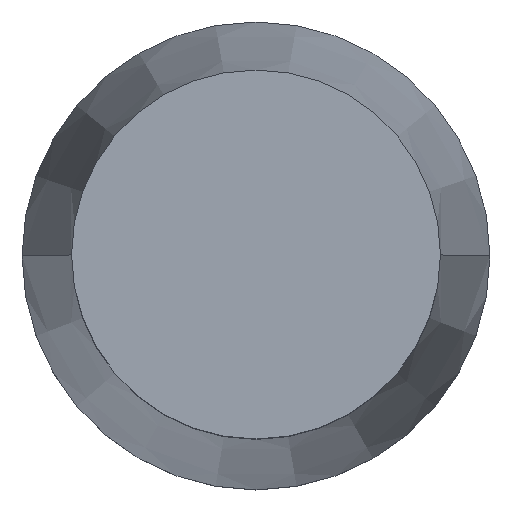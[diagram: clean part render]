
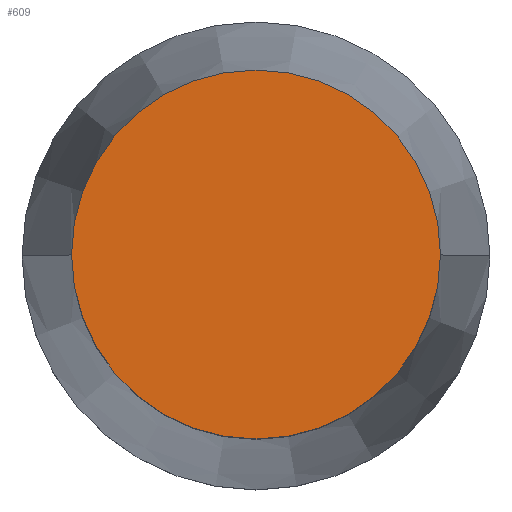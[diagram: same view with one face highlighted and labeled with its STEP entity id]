
A CAD part, top view. The second image highlights one B-rep face of the part: STEP entity #609.
In plain terms, the highlighted planar face has unit normal (0, 0, 1).
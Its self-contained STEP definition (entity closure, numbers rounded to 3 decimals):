
#3 = ORIENTED_EDGE ( 'NONE', *, *, #303, .T. ) ;
#46 = DIRECTION ( 'NONE',  ( 1., 0., 0. ) ) ;
#99 = DIRECTION ( 'NONE',  ( -1., 0., 0. ) ) ;
#121 = VERTEX_POINT ( 'NONE', #267 ) ;
#122 = AXIS2_PLACEMENT_3D ( 'NONE', #157, #666, #467 ) ;
#156 = DIRECTION ( 'NONE',  ( 0., 0., -1. ) ) ;
#157 = CARTESIAN_POINT ( 'NONE',  ( 0., 0., 0. ) ) ;
#188 = EDGE_LOOP ( 'NONE', ( #3, #607 ) ) ;
#200 = CARTESIAN_POINT ( 'NONE',  ( 10.25, 0., 0. ) ) ;
#229 = FACE_OUTER_BOUND ( 'NONE', #188, .T. ) ;
#232 = VERTEX_POINT ( 'NONE', #200 ) ;
#244 = CARTESIAN_POINT ( 'NONE',  ( 0., 0., 0. ) ) ;
#246 = CARTESIAN_POINT ( 'NONE',  ( 0., 0., 0. ) ) ;
#267 = CARTESIAN_POINT ( 'NONE',  ( -10.25, 0., 0. ) ) ;
#279 = CIRCLE ( 'NONE', #122, 10.25 ) ;
#303 = EDGE_CURVE ( 'NONE', #232, #121, #732, .T. ) ;
#456 = EDGE_CURVE ( 'NONE', #121, #232, #279, .T. ) ;
#467 = DIRECTION ( 'NONE',  ( 1., 0., 0. ) ) ;
#473 = PLANE ( 'NONE',  #700 ) ;
#500 = AXIS2_PLACEMENT_3D ( 'NONE', #244, #673, #46 ) ;
#607 = ORIENTED_EDGE ( 'NONE', *, *, #456, .T. ) ;
#609 = ADVANCED_FACE ( 'NONE', ( #229 ), #473, .F. ) ;
#666 = DIRECTION ( 'NONE',  ( 0., 0., 1. ) ) ;
#673 = DIRECTION ( 'NONE',  ( 0., 0., 1. ) ) ;
#700 = AXIS2_PLACEMENT_3D ( 'NONE', #246, #156, #99 ) ;
#732 = CIRCLE ( 'NONE', #500, 10.25 ) ;
